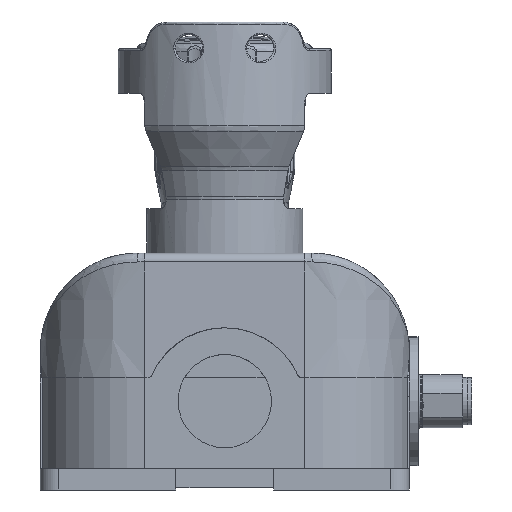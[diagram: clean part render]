
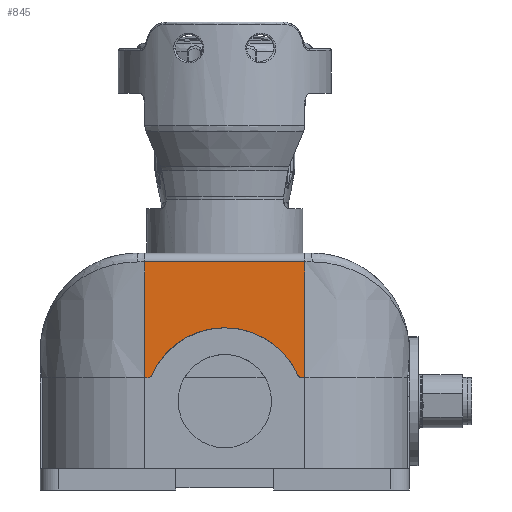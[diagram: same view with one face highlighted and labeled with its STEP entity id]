
A CAD part, front view. The second image highlights one B-rep face of the part: STEP entity #845.
In plain terms, the highlighted planar face has unit normal (0, -1, 0.006).
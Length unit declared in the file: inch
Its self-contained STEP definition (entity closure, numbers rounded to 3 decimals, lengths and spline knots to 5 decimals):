
#566 = CARTESIAN_POINT ( 'NONE',  ( 0.98668, -2.84032, 1.01706 ) ) ;
#845 = ADVANCED_FACE ( 'NONE', ( #6495 ), #26858, .T. ) ;
#1354 = DIRECTION ( 'NONE',  ( 0., 0.006, 1. ) ) ;
#1403 = VERTEX_POINT ( 'NONE', #43465 ) ;
#1554 = DIRECTION ( 'NONE',  ( 0., -1., 0.006 ) ) ;
#1748 = CARTESIAN_POINT ( 'NONE',  ( 1.63386, -2.83788, 1.43701 ) ) ;
#1801 = DIRECTION ( 'NONE',  ( 1., 0., 0. ) ) ;
#1843 = LINE ( 'NONE', #17819, #17661 ) ;
#2128 = VECTOR ( 'NONE', #1354, 39.37008 ) ;
#2439 = ORIENTED_EDGE ( 'NONE', *, *, #25118, .T. ) ;
#6495 = FACE_OUTER_BOUND ( 'NONE', #22894, .T. ) ;
#6993 = CARTESIAN_POINT ( 'NONE',  ( 0.95432, -2.84044, 0.99606 ) ) ;
#7599 = CARTESIAN_POINT ( 'NONE',  ( 0.9252, -2.84044, 0.99606 ) ) ;
#8313 = ORIENTED_EDGE ( 'NONE', *, *, #21039, .T. ) ;
#8363 = EDGE_CURVE ( 'NONE', #46955, #46579, #12519, .T. ) ;
#10331 = CARTESIAN_POINT ( 'NONE',  ( 2.29899, -2.84044, 0.99606 ) ) ;
#11421 = CARTESIAN_POINT ( 'NONE',  ( 2.62524, -2.84044, 0.99606 ) ) ;
#12519 =( BOUNDED_CURVE ( )  B_SPLINE_CURVE ( 3, ( #6993, #40526, #19635, #15508 ),
 .UNSPECIFIED., .F., .T. ) 
 B_SPLINE_CURVE_WITH_KNOTS ( ( 4, 4 ),
 ( 0., 1.15118 ),
 .UNSPECIFIED. ) 
 CURVE ( )  GEOMETRIC_REPRESENTATION_ITEM ( )  RATIONAL_B_SPLINE_CURVE ( ( 1., 0.893, 0.893, 1. ) ) 
 REPRESENTATION_ITEM ( '' )  );
#13245 = CARTESIAN_POINT ( 'NONE',  ( 2.3134, -2.84044, 0.99606 ) ) ;
#13448 = CARTESIAN_POINT ( 'NONE',  ( 0.9252, -2.83448, 2.02014 ) ) ;
#13921 = ORIENTED_EDGE ( 'NONE', *, *, #31867, .T. ) ;
#14734 = VERTEX_POINT ( 'NONE', #13245 ) ;
#14796 = CARTESIAN_POINT ( 'NONE',  ( 0.98668, -2.84032, 1.01706 ) ) ;
#15508 = CARTESIAN_POINT ( 'NONE',  ( 0.98668, -2.84032, 1.01706 ) ) ;
#17428 = EDGE_CURVE ( 'NONE', #41032, #17510, #1843, .T. ) ;
#17510 = VERTEX_POINT ( 'NONE', #51197 ) ;
#17661 = VECTOR ( 'NONE', #26880, 39.37008 ) ;
#17819 = CARTESIAN_POINT ( 'NONE',  ( 0.81693, -2.83448, 2.02014 ) ) ;
#18794 = CARTESIAN_POINT ( 'NONE',  ( 2.28104, -2.84032, 1.01706 ) ) ;
#19160 = VERTEX_POINT ( 'NONE', #21528 ) ;
#19635 = CARTESIAN_POINT ( 'NONE',  ( 0.98081, -2.84039, 1.0039 ) ) ;
#19663 = LINE ( 'NONE', #11421, #21258 ) ;
#21039 = EDGE_CURVE ( 'NONE', #1403, #46955, #34458, .T. ) ;
#21216 = CARTESIAN_POINT ( 'NONE',  ( 0.95432, -2.84044, 0.99606 ) ) ;
#21258 = VECTOR ( 'NONE', #1801, 39.37008 ) ;
#21528 = CARTESIAN_POINT ( 'NONE',  ( 2.34252, -2.84044, 0.99606 ) ) ;
#22379 = CARTESIAN_POINT ( 'NONE',  ( 1.63386, -2.83788, 1.43701 ) ) ;
#22894 = EDGE_LOOP ( 'NONE', ( #48667, #24778, #29024, #38248, #8313, #31474, #2439, #13921, #47642 ) ) ;
#24778 = ORIENTED_EDGE ( 'NONE', *, *, #41202, .T. ) ;
#25047 = CARTESIAN_POINT ( 'NONE',  ( 1.63386, -2.83788, 1.43701 ) ) ;
#25118 = EDGE_CURVE ( 'NONE', #46579, #28296, #30205, .T. ) ;
#25751 = EDGE_CURVE ( 'NONE', #41032, #1403, #49397, .T. ) ;
#26858 = PLANE ( 'NONE',  #38434 ) ;
#26880 = DIRECTION ( 'NONE',  ( 1., 0., 0. ) ) ;
#27119 = CARTESIAN_POINT ( 'NONE',  ( 2.3134, -2.84044, 0.99606 ) ) ;
#27221 = LINE ( 'NONE', #51660, #2128 ) ;
#27339 = CARTESIAN_POINT ( 'NONE',  ( 1.92197, -2.83788, 1.43701 ) ) ;
#28138 = EDGE_CURVE ( 'NONE', #14734, #19160, #19663, .T. ) ;
#28296 = VERTEX_POINT ( 'NONE', #22379 ) ;
#29024 = ORIENTED_EDGE ( 'NONE', *, *, #17428, .F. ) ;
#29645 =( BOUNDED_CURVE ( )  B_SPLINE_CURVE ( 3, ( #35359, #52117, #10331, #27119 ),
 .UNSPECIFIED., .F., .F. ) 
 B_SPLINE_CURVE_WITH_KNOTS ( ( 4, 4 ),
 ( 1.99041, 3.14159 ),
 .UNSPECIFIED. ) 
 CURVE ( )  GEOMETRIC_REPRESENTATION_ITEM ( )  RATIONAL_B_SPLINE_CURVE ( ( 1., 0.893, 0.893, 1. ) ) 
 REPRESENTATION_ITEM ( '' )  );
#30205 =( BOUNDED_CURVE ( )  B_SPLINE_CURVE ( 3, ( #566, #34121, #42623, #25047 ),
 .UNSPECIFIED., .F., .F. ) 
 B_SPLINE_CURVE_WITH_KNOTS ( ( 4, 4 ),
 ( 5.132, 6.28319 ),
 .UNSPECIFIED. ) 
 CURVE ( )  GEOMETRIC_REPRESENTATION_ITEM ( )  RATIONAL_B_SPLINE_CURVE ( ( 1., 0.893, 0.893, 1. ) ) 
 REPRESENTATION_ITEM ( '' )  );
#30582 = VECTOR ( 'NONE', #39382, 39.37008 ) ;
#30642 =( BOUNDED_CURVE ( )  B_SPLINE_CURVE ( 3, ( #1748, #27339, #52326, #18794 ),
 .UNSPECIFIED., .F., .T. ) 
 B_SPLINE_CURVE_WITH_KNOTS ( ( 4, 4 ),
 ( 0., 1.15118 ),
 .UNSPECIFIED. ) 
 CURVE ( )  GEOMETRIC_REPRESENTATION_ITEM ( )  RATIONAL_B_SPLINE_CURVE ( ( 1., 0.893, 0.893, 1. ) ) 
 REPRESENTATION_ITEM ( '' )  );
#31474 = ORIENTED_EDGE ( 'NONE', *, *, #8363, .T. ) ;
#31867 = EDGE_CURVE ( 'NONE', #28296, #50092, #30642, .T. ) ;
#34121 = CARTESIAN_POINT ( 'NONE',  ( 1.10406, -2.83879, 1.28018 ) ) ;
#34458 = LINE ( 'NONE', #51203, #30582 ) ;
#35359 = CARTESIAN_POINT ( 'NONE',  ( 2.28104, -2.84032, 1.01706 ) ) ;
#36229 = DIRECTION ( 'NONE',  ( 0., -0.006, -1. ) ) ;
#38143 = EDGE_CURVE ( 'NONE', #50092, #14734, #29645, .T. ) ;
#38248 = ORIENTED_EDGE ( 'NONE', *, *, #25751, .T. ) ;
#38434 = AXIS2_PLACEMENT_3D ( 'NONE', #39213, #1554, #51580 ) ;
#39077 = CARTESIAN_POINT ( 'NONE',  ( 2.28104, -2.84032, 1.01706 ) ) ;
#39213 = CARTESIAN_POINT ( 'NONE',  ( 0., -2.84044, 0.99606 ) ) ;
#39382 = DIRECTION ( 'NONE',  ( 1., 0., 0. ) ) ;
#40526 = CARTESIAN_POINT ( 'NONE',  ( 0.96872, -2.84044, 0.99606 ) ) ;
#41032 = VERTEX_POINT ( 'NONE', #13448 ) ;
#41202 = EDGE_CURVE ( 'NONE', #19160, #17510, #27221, .T. ) ;
#42623 = CARTESIAN_POINT ( 'NONE',  ( 1.34574, -2.83788, 1.43701 ) ) ;
#43465 = CARTESIAN_POINT ( 'NONE',  ( 0.9252, -2.84044, 0.99606 ) ) ;
#46579 = VERTEX_POINT ( 'NONE', #14796 ) ;
#46955 = VERTEX_POINT ( 'NONE', #21216 ) ;
#47642 = ORIENTED_EDGE ( 'NONE', *, *, #38143, .T. ) ;
#48667 = ORIENTED_EDGE ( 'NONE', *, *, #28138, .T. ) ;
#49397 = LINE ( 'NONE', #7599, #50058 ) ;
#50058 = VECTOR ( 'NONE', #36229, 39.37008 ) ;
#50092 = VERTEX_POINT ( 'NONE', #39077 ) ;
#51197 = CARTESIAN_POINT ( 'NONE',  ( 2.34252, -2.83448, 2.02014 ) ) ;
#51203 = CARTESIAN_POINT ( 'NONE',  ( 2.62524, -2.84044, 0.99606 ) ) ;
#51580 = DIRECTION ( 'NONE',  ( 0., -0.006, -1. ) ) ;
#51660 = CARTESIAN_POINT ( 'NONE',  ( 2.34252, -2.84044, 0.99606 ) ) ;
#52117 = CARTESIAN_POINT ( 'NONE',  ( 2.28691, -2.84039, 1.0039 ) ) ;
#52326 = CARTESIAN_POINT ( 'NONE',  ( 2.16366, -2.83879, 1.28018 ) ) ;
